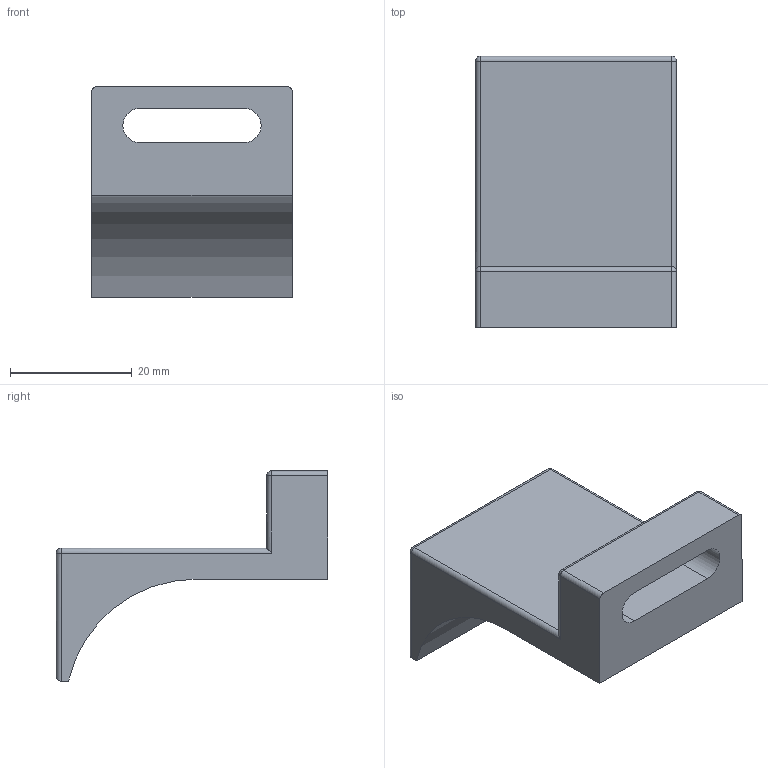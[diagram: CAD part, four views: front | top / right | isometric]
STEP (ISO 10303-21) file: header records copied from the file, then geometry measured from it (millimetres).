
FILE_DESCRIPTION((''),'2;1');
FILE_NAME('EV3_STOP','2024-11-20T19:21:22',('weiss'),(''),'CREO PARAMETRIC BY PTC INC, 2022014','CREO PARAMETRIC BY PTC INC, 2022014','');
FILE_SCHEMA(('CONFIG_CONTROL_DESIGN'));
Length unit declared in the file: millimetre
Products named in the file (1): EV3_STOP
Bounding box: 33 x 44.57 x 34.52 mm (x, y, z)
Volume: 14460.2 mm3; surface area: 6069.6 mm2
Topology: 1 solids, 1 shells, 29 faces, 65 edges, 38 vertices
Faces by surface type: cylinder 14, plane 11, sphere 4
Entity records: 853 total; most frequent: CARTESIAN_POINT 160, DIRECTION 139, ORIENTED_EDGE 130, EDGE_CURVE 65, AXIS2_PLACEMENT_3D 49, VECTOR 41, LINE 41, VERTEX_POINT 38
